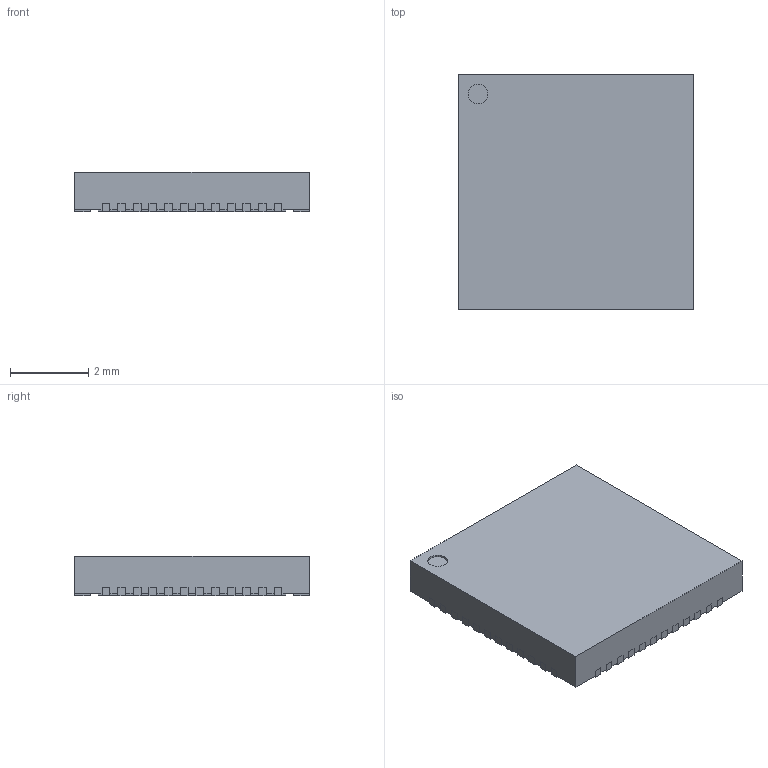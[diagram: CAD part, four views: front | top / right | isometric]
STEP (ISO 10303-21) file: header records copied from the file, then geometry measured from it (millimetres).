
FILE_DESCRIPTION((''),'2;1');
FILE_NAME('QFN40P600X600X100-49N-S480.stp','2013-03-27T09:29:23',(''),(''),'Mechanical Desktop 2011','Mechanical Desktop 2011',', , ');
FILE_SCHEMA(('AUTOMOTIVE_DESIGN { 1 2 10303 214 1 1 1 1 }'));
Length unit declared in the file: millimetre
Products named in the file (1): Product
Bounding box: 6 x 6 x 1 mm (x, y, z)
Volume: 35.5 mm3; surface area: 166.9 mm2
Topology: 50 solids, 50 shells, 495 faces, 1182 edges, 788 vertices
Faces by surface type: bspline 252, plane 241, cylinder 2
Entity records: 14023 total; most frequent: CARTESIAN_POINT 3222, ORIENTED_EDGE 2364, DIRECTION 1674, EDGE_CURVE 1182, VECTOR 1178, LINE 1178, VERTEX_POINT 788, EDGE_LOOP 496
